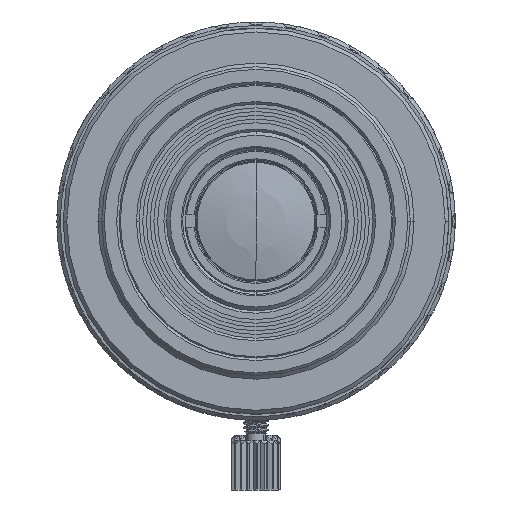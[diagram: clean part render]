
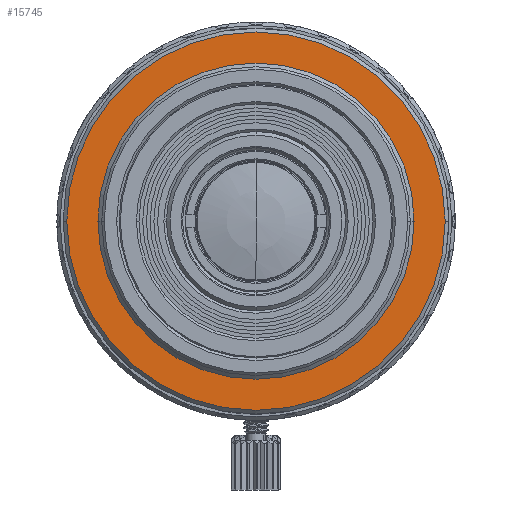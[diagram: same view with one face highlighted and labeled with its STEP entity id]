
A CAD part, front view. The second image highlights one B-rep face of the part: STEP entity #15745.
In plain terms, the highlighted planar face has unit normal (0, -1, 0).
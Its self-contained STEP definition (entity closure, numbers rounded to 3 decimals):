
#14215 = VERTEX_POINT('',#14216);
#14216 = CARTESIAN_POINT('',(15.2,4.,0.));
#14222 = EDGE_CURVE('',#14215,#14223,#14225,.T.);
#14223 = VERTEX_POINT('',#14224);
#14224 = CARTESIAN_POINT('',(-15.2,4.,0.));
#14225 = CIRCLE('',#14226,15.2);
#14226 = AXIS2_PLACEMENT_3D('',#14227,#14228,#14229);
#14227 = CARTESIAN_POINT('',(0.,4.,0.));
#14228 = DIRECTION('',(-0.,1.,0.));
#14229 = DIRECTION('',(1.,0.,0.));
#14245 = EDGE_CURVE('',#14223,#14215,#14246,.T.);
#14246 = CIRCLE('',#14247,15.2);
#14247 = AXIS2_PLACEMENT_3D('',#14248,#14249,#14250);
#14248 = CARTESIAN_POINT('',(0.,4.,0.));
#14249 = DIRECTION('',(0.,1.,0.));
#14250 = DIRECTION('',(-1.,0.,0.));
#15701 = VERTEX_POINT('',#15702);
#15702 = CARTESIAN_POINT('',(12.2,4.,0.));
#15708 = EDGE_CURVE('',#15701,#15709,#15711,.T.);
#15709 = VERTEX_POINT('',#15710);
#15710 = CARTESIAN_POINT('',(-12.2,4.,0.));
#15711 = CIRCLE('',#15712,12.2);
#15712 = AXIS2_PLACEMENT_3D('',#15713,#15714,#15715);
#15713 = CARTESIAN_POINT('',(0.,4.,0.));
#15714 = DIRECTION('',(0.,-1.,0.));
#15715 = DIRECTION('',(1.,0.,0.));
#15731 = EDGE_CURVE('',#15709,#15701,#15732,.T.);
#15732 = CIRCLE('',#15733,12.2);
#15733 = AXIS2_PLACEMENT_3D('',#15734,#15735,#15736);
#15734 = CARTESIAN_POINT('',(0.,4.,0.));
#15735 = DIRECTION('',(0.,-1.,0.));
#15736 = DIRECTION('',(-1.,0.,0.));
#15745 = ADVANCED_FACE('',(#15746,#15750),#15754,.T.);
#15746 = FACE_BOUND('',#15747,.F.);
#15747 = EDGE_LOOP('',(#15748,#15749));
#15748 = ORIENTED_EDGE('',*,*,#14222,.T.);
#15749 = ORIENTED_EDGE('',*,*,#14245,.T.);
#15750 = FACE_BOUND('',#15751,.F.);
#15751 = EDGE_LOOP('',(#15752,#15753));
#15752 = ORIENTED_EDGE('',*,*,#15708,.T.);
#15753 = ORIENTED_EDGE('',*,*,#15731,.T.);
#15754 = PLANE('',#15755);
#15755 = AXIS2_PLACEMENT_3D('',#15756,#15757,#15758);
#15756 = CARTESIAN_POINT('',(0.,4.,0.));
#15757 = DIRECTION('',(0.,-1.,0.));
#15758 = DIRECTION('',(-1.,0.,0.));
